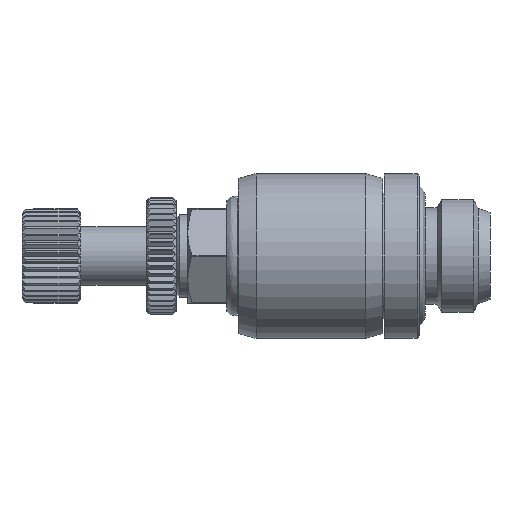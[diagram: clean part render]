
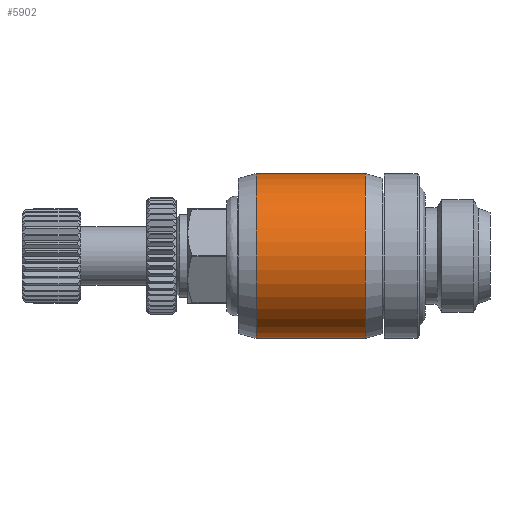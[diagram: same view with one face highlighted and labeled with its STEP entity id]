
A CAD part, left-side view. The second image highlights one B-rep face of the part: STEP entity #5902.
In plain terms, the highlighted cylindrical face has radius 7 mm (diameter 14 mm), a partial arc.
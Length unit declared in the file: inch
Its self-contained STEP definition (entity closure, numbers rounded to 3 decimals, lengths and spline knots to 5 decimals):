
#486 = CIRCLE ( 'NONE', #11797, 0.27559 ) ;
#1340 = FACE_OUTER_BOUND ( 'NONE', #3607, .T. ) ;
#1894 = VECTOR ( 'NONE', #12146, 39.37008 ) ;
#1997 = DIRECTION ( 'NONE',  ( 0., 0., 1. ) ) ;
#2464 = EDGE_CURVE ( 'NONE', #9629, #6197, #9208, .T. ) ;
#3056 = CARTESIAN_POINT ( 'NONE',  ( 0., 0.78346, 0.27559 ) ) ;
#3148 = ORIENTED_EDGE ( 'NONE', *, *, #4824, .T. ) ;
#3607 = EDGE_LOOP ( 'NONE', ( #9856, #11494, #3148, #8366 ) ) ;
#3721 = EDGE_CURVE ( 'NONE', #11278, #6197, #486, .T. ) ;
#4255 = DIRECTION ( 'NONE',  ( 0., 1., 0. ) ) ;
#4547 = CARTESIAN_POINT ( 'NONE',  ( 0., 0.78346, -0.27559 ) ) ;
#4567 = EDGE_CURVE ( 'NONE', #9629, #7080, #13863, .T. ) ;
#4824 = EDGE_CURVE ( 'NONE', #7080, #11278, #13355, .T. ) ;
#4878 = DIRECTION ( 'NONE',  ( 0., -1., 0. ) ) ;
#5513 = CARTESIAN_POINT ( 'NONE',  ( 0., 0.60039, 0.27559 ) ) ;
#5543 = CARTESIAN_POINT ( 'NONE',  ( 0., 0.41732, 0. ) ) ;
#5862 = DIRECTION ( 'NONE',  ( 0., 1., 0. ) ) ;
#5902 = ADVANCED_FACE ( 'NONE', ( #1340 ), #12129, .T. ) ;
#6197 = VERTEX_POINT ( 'NONE', #4547 ) ;
#6445 = CARTESIAN_POINT ( 'NONE',  ( 0., 0.60039, 0. ) ) ;
#6657 = DIRECTION ( 'NONE',  ( 0., 0., 1. ) ) ;
#6962 = VECTOR ( 'NONE', #5862, 39.37008 ) ;
#7080 = VERTEX_POINT ( 'NONE', #9695 ) ;
#8366 = ORIENTED_EDGE ( 'NONE', *, *, #3721, .T. ) ;
#9208 = LINE ( 'NONE', #12482, #6962 ) ;
#9629 = VERTEX_POINT ( 'NONE', #13224 ) ;
#9695 = CARTESIAN_POINT ( 'NONE',  ( 0., 0.41732, 0.27559 ) ) ;
#9856 = ORIENTED_EDGE ( 'NONE', *, *, #2464, .F. ) ;
#10262 = AXIS2_PLACEMENT_3D ( 'NONE', #6445, #4255, #1997 ) ;
#10895 = AXIS2_PLACEMENT_3D ( 'NONE', #5543, #13264, #6657 ) ;
#11278 = VERTEX_POINT ( 'NONE', #3056 ) ;
#11494 = ORIENTED_EDGE ( 'NONE', *, *, #4567, .T. ) ;
#11525 = CARTESIAN_POINT ( 'NONE',  ( 0., 0.78346, 0. ) ) ;
#11797 = AXIS2_PLACEMENT_3D ( 'NONE', #11525, #4878, #12614 ) ;
#12129 = CYLINDRICAL_SURFACE ( 'NONE', #10262, 0.27559 ) ;
#12146 = DIRECTION ( 'NONE',  ( 0., 1., 0. ) ) ;
#12482 = CARTESIAN_POINT ( 'NONE',  ( 0., 0.60039, -0.27559 ) ) ;
#12614 = DIRECTION ( 'NONE',  ( 0., 0., 1. ) ) ;
#13224 = CARTESIAN_POINT ( 'NONE',  ( 0., 0.41732, -0.27559 ) ) ;
#13264 = DIRECTION ( 'NONE',  ( 0., 1., 0. ) ) ;
#13355 = LINE ( 'NONE', #5513, #1894 ) ;
#13863 = CIRCLE ( 'NONE', #10895, 0.27559 ) ;
